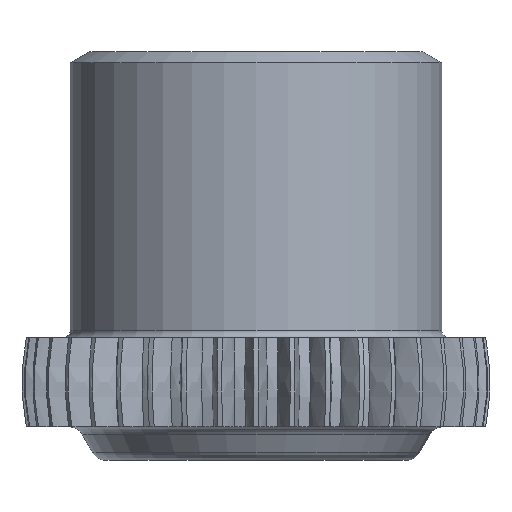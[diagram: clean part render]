
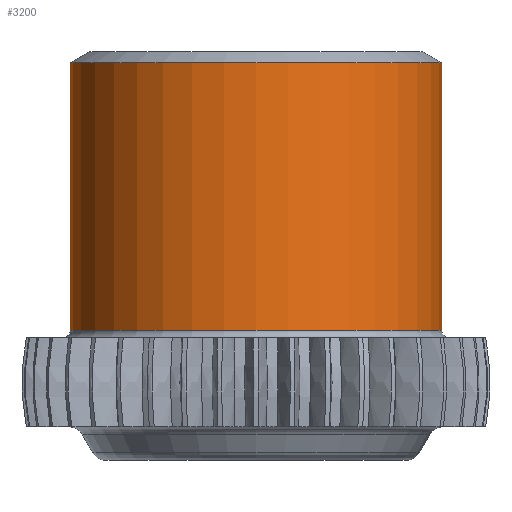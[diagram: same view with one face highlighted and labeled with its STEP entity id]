
A CAD part, left-side view. The second image highlights one B-rep face of the part: STEP entity #3200.
In plain terms, the highlighted cylindrical face has radius 25 mm (diameter 50 mm), a partial arc.
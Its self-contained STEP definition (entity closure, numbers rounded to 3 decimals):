
#3=DIRECTION('',(0.,0.,1.));
#4=VECTOR('',#3,36.);
#5=CARTESIAN_POINT('',(0.,25.,7.));
#6=LINE('',#5,#4);
#7=DIRECTION('',(0.,0.,1.));
#8=VECTOR('',#7,36.);
#9=CARTESIAN_POINT('',(0.,-25.,7.));
#10=LINE('',#9,#8);
#20=CARTESIAN_POINT('',(0.,0.,43.));
#21=DIRECTION('',(0.,0.,1.));
#22=DIRECTION('',(0.,1.,0.));
#23=AXIS2_PLACEMENT_3D('',#20,#21,#22);
#39=CARTESIAN_POINT('',(0.,0.,7.));
#40=DIRECTION('',(0.,0.,1.));
#41=DIRECTION('',(0.,1.,0.));
#42=AXIS2_PLACEMENT_3D('',#39,#40,#41);
#3143=CARTESIAN_POINT('',(0.,25.,43.));
#3144=CARTESIAN_POINT('',(0.,-25.,43.));
#3145=VERTEX_POINT('',#3143);
#3146=VERTEX_POINT('',#3144);
#3147=CARTESIAN_POINT('',(0.,25.,7.));
#3148=CARTESIAN_POINT('',(0.,-25.,7.));
#3149=VERTEX_POINT('',#3147);
#3150=VERTEX_POINT('',#3148);
#3187=CARTESIAN_POINT('',(0.,0.,47.25));
#3188=DIRECTION('',(0.,0.,-1.));
#3189=DIRECTION('',(0.,-1.,0.));
#3190=AXIS2_PLACEMENT_3D('',#3187,#3188,#3189);
#3191=CYLINDRICAL_SURFACE('',#3190,25.);
#3192=ORIENTED_EDGE('',*,*,#3176,.T.);
#3194=ORIENTED_EDGE('',*,*,#3193,.T.);
#3195=ORIENTED_EDGE('',*,*,#3180,.F.);
#3197=ORIENTED_EDGE('',*,*,#3196,.F.);
#3198=EDGE_LOOP('',(#3192,#3194,#3195,#3197));
#3199=FACE_OUTER_BOUND('',#3198,.F.);
#3200=ADVANCED_FACE('',(#3199),#3191,.T.);
#24=CIRCLE('',#23,25.);
#43=CIRCLE('',#42,25.);
#3176=EDGE_CURVE('',#3149,#3145,#6,.T.);
#3180=EDGE_CURVE('',#3150,#3146,#10,.T.);
#3193=EDGE_CURVE('',#3145,#3146,#24,.T.);
#3196=EDGE_CURVE('',#3149,#3150,#43,.T.);
